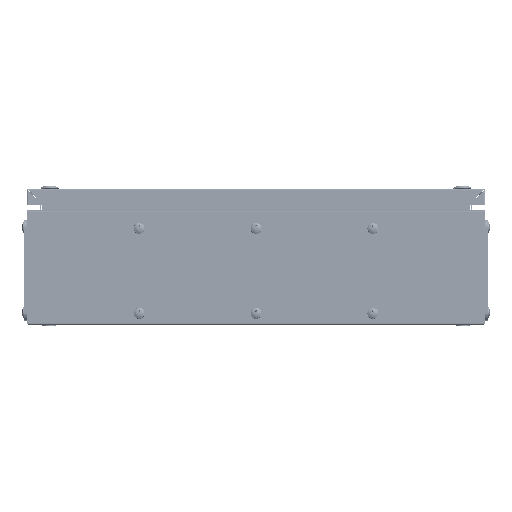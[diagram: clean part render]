
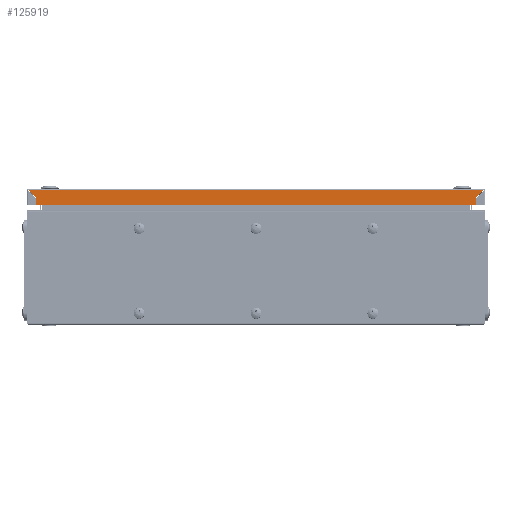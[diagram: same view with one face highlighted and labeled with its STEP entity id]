
A CAD part, left-side view. The second image highlights one B-rep face of the part: STEP entity #125919.
In plain terms, the highlighted face is planar.
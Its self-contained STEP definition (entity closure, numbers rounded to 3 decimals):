
#25619 = CARTESIAN_POINT ( 'NONE',  ( 192., -400., 1. ) ) ;
#25627 = FACE_OUTER_BOUND ( 'NONE', #69793, .T. ) ;
#25628 = PLANE ( 'NONE',  #54789 ) ;
#25630 = DIRECTION ( 'NONE',  ( 0., 1., 0. ) ) ;
#25631 = DIRECTION ( 'NONE',  ( 0., 0., 1. ) ) ;
#39341 = ORIENTED_EDGE ( 'NONE', *, *, #126369, .T. ) ;
#39343 = ORIENTED_EDGE ( 'NONE', *, *, #126374, .T. ) ;
#39345 = ORIENTED_EDGE ( 'NONE', *, *, #126373, .T. ) ;
#39347 = ORIENTED_EDGE ( 'NONE', *, *, #126372, .T. ) ;
#39349 = ORIENTED_EDGE ( 'NONE', *, *, #126368, .T. ) ;
#39351 = ORIENTED_EDGE ( 'NONE', *, *, #126362, .F. ) ;
#54789 = AXIS2_PLACEMENT_3D ( 'NONE', #25619, #25630, #25631 ) ;
#56444 = VECTOR ( 'NONE', #114595, 1000. ) ;
#56450 = VECTOR ( 'NONE', #114614, 1000. ) ;
#56451 = VECTOR ( 'NONE', #114616, 1000. ) ;
#56455 = VECTOR ( 'NONE', #114625, 1000. ) ;
#56456 = VECTOR ( 'NONE', #114628, 1000. ) ;
#56457 = VECTOR ( 'NONE', #114631, 1000. ) ;
#69793 = EDGE_LOOP ( 'NONE', ( #39351, #39349, #39347, #39345, #39343, #39341 ) ) ;
#82209 = CARTESIAN_POINT ( 'NONE',  ( -192., -400., 14.5 ) ) ;
#82213 = CARTESIAN_POINT ( 'NONE',  ( 192., -400., 14.5 ) ) ;
#82215 = CARTESIAN_POINT ( 'NONE',  ( 198.9, -400., 1.1 ) ) ;
#82216 = CARTESIAN_POINT ( 'NONE',  ( 192., -400., 8. ) ) ;
#82217 = CARTESIAN_POINT ( 'NONE',  ( -198.9, -400., 1.1 ) ) ;
#82218 = CARTESIAN_POINT ( 'NONE',  ( -192., -400., 8. ) ) ;
#85953 = VERTEX_POINT ( 'NONE', #82209 ) ;
#85975 = VERTEX_POINT ( 'NONE', #82213 ) ;
#85985 = VERTEX_POINT ( 'NONE', #82215 ) ;
#86003 = VERTEX_POINT ( 'NONE', #82218 ) ;
#86010 = VERTEX_POINT ( 'NONE', #82216 ) ;
#86021 = VERTEX_POINT ( 'NONE', #82217 ) ;
#114581 = LINE ( 'NONE', #114594, #56444 ) ;
#114594 = CARTESIAN_POINT ( 'NONE',  ( 192., -400., 1.1 ) ) ;
#114595 = DIRECTION ( 'NONE',  ( -1., 0., 0. ) ) ;
#114600 = LINE ( 'NONE', #114612, #56450 ) ;
#114606 = LINE ( 'NONE', #114615, #56451 ) ;
#114612 = CARTESIAN_POINT ( 'NONE',  ( 192., -400., 8. ) ) ;
#114614 = DIRECTION ( 'NONE',  ( -0.707, 0., 0.707 ) ) ;
#114615 = CARTESIAN_POINT ( 'NONE',  ( -192., -400., 8. ) ) ;
#114616 = DIRECTION ( 'NONE',  ( -0.707, 0., -0.707 ) ) ;
#114623 = LINE ( 'NONE', #114624, #56455 ) ;
#114624 = CARTESIAN_POINT ( 'NONE',  ( 192., -400., 14.5 ) ) ;
#114625 = DIRECTION ( 'NONE',  ( 0., 0., 1. ) ) ;
#114626 = LINE ( 'NONE', #114627, #56456 ) ;
#114627 = CARTESIAN_POINT ( 'NONE',  ( -192., -400., 14.5 ) ) ;
#114628 = DIRECTION ( 'NONE',  ( -1., 0., 0. ) ) ;
#114629 = LINE ( 'NONE', #114630, #56457 ) ;
#114630 = CARTESIAN_POINT ( 'NONE',  ( -192., -400., 14.5 ) ) ;
#114631 = DIRECTION ( 'NONE',  ( 0., 0., -1. ) ) ;
#125919 = ADVANCED_FACE ( 'NONE', ( #25627 ), #25628, .F. ) ;
#126362 = EDGE_CURVE ( 'NONE', #85985, #86021, #114581, .T. ) ;
#126368 = EDGE_CURVE ( 'NONE', #85985, #86010, #114600, .T. ) ;
#126369 = EDGE_CURVE ( 'NONE', #86003, #86021, #114606, .T. ) ;
#126372 = EDGE_CURVE ( 'NONE', #86010, #85975, #114623, .T. ) ;
#126373 = EDGE_CURVE ( 'NONE', #85975, #85953, #114626, .T. ) ;
#126374 = EDGE_CURVE ( 'NONE', #85953, #86003, #114629, .T. ) ;
